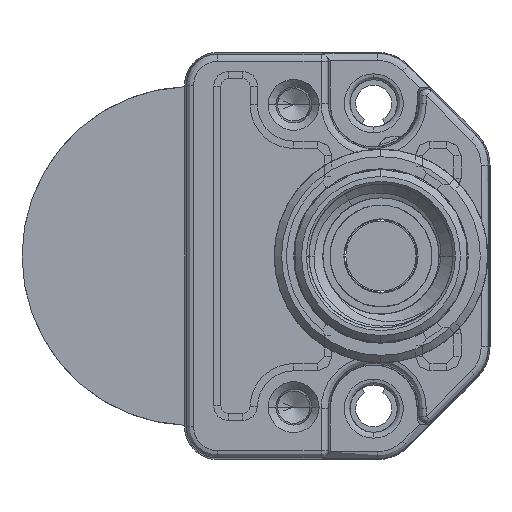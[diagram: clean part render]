
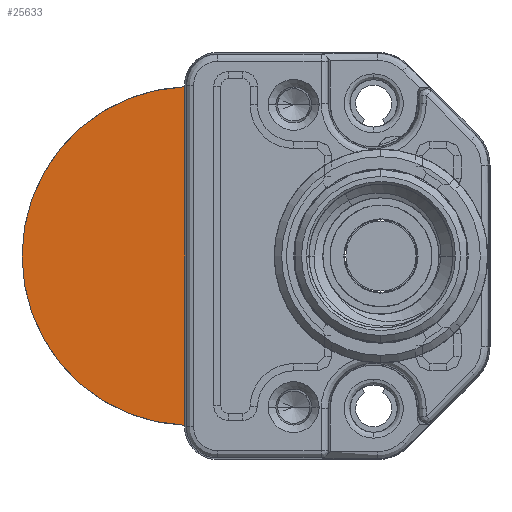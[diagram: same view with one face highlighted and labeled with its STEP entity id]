
A CAD part, left-side view. The second image highlights one B-rep face of the part: STEP entity #25633.
In plain terms, the highlighted planar face has unit normal (-1, 0, 0).
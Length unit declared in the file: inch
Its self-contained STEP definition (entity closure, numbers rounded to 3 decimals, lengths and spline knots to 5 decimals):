
#3157=DIRECTION('',(0.,0.,1.));
#3158=VECTOR('',#3157,0.91659);
#3159=CARTESIAN_POINT('',(0.,0.82677,-0.4583));
#3160=LINE('',#3159,#3158);
#3161=CARTESIAN_POINT('',(0.,0.80846,0.));
#3162=DIRECTION('',(-1.,0.,0.));
#3163=DIRECTION('',(0.,0.04,0.999));
#3164=AXIS2_PLACEMENT_3D('',#3161,#3162,#3163);
#20399=CARTESIAN_POINT('',(0.,0.82677,-0.4583));
#20400=CARTESIAN_POINT('',(0.,0.82677,0.4583));
#20401=VERTEX_POINT('',#20399);
#20402=VERTEX_POINT('',#20400);
#25623=CARTESIAN_POINT('',(0.,0.74941,0.));
#25624=DIRECTION('',(-1.,0.,0.));
#25625=DIRECTION('',(0.,0.,1.));
#25626=AXIS2_PLACEMENT_3D('',#25623,#25624,#25625);
#25627=PLANE('',#25626);
#25628=ORIENTED_EDGE('',*,*,#25611,.F.);
#25630=ORIENTED_EDGE('',*,*,#25629,.F.);
#25631=EDGE_LOOP('',(#25628,#25630));
#25632=FACE_OUTER_BOUND('',#25631,.F.);
#25633=ADVANCED_FACE('',(#25632),#25627,.T.);
#3165=CIRCLE('',#3164,0.45866);
#25611=EDGE_CURVE('',#20401,#20402,#3160,.T.);
#25629=EDGE_CURVE('',#20402,#20401,#3165,.T.);
